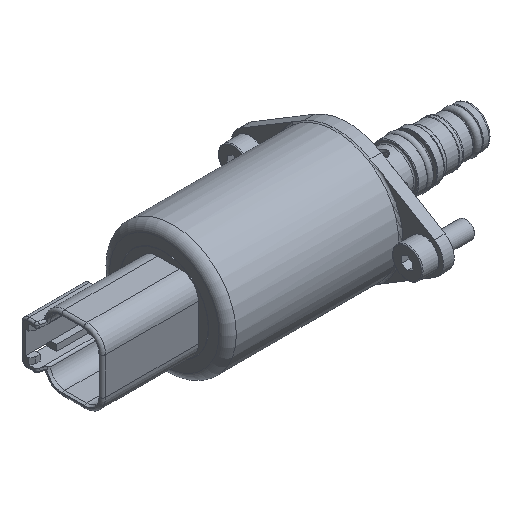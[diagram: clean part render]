
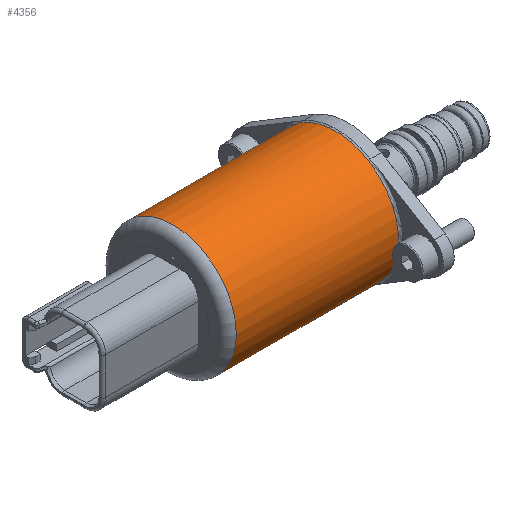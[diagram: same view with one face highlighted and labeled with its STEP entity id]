
A CAD part, isometric view. The second image highlights one B-rep face of the part: STEP entity #4356.
In plain terms, the highlighted cylindrical face has radius 14.65 mm (diameter 29.3 mm), a full revolution.
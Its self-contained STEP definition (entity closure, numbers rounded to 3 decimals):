
#675=CIRCLE('',#4645,14.65);
#676=CIRCLE('',#4647,14.65);
#979=ORIENTED_EDGE('',*,*,#1909,.F.);
#980=ORIENTED_EDGE('',*,*,#1908,.F.);
#1908=EDGE_CURVE('',#2389,#2389,#675,.T.);
#1909=EDGE_CURVE('',#2390,#2390,#676,.T.);
#2389=VERTEX_POINT('',#6508);
#2390=VERTEX_POINT('',#6511);
#2807=EDGE_LOOP('',(#979));
#2808=EDGE_LOOP('',(#980));
#3181=FACE_BOUND('',#2807,.T.);
#3182=FACE_BOUND('',#2808,.T.);
#3508=CYLINDRICAL_SURFACE('',#4646,14.65);
#4356=ADVANCED_FACE('',(#3181,#3182),#3508,.T.);
#4645=AXIS2_PLACEMENT_3D('',#6507,#5199,#5200);
#4646=AXIS2_PLACEMENT_3D('',#6509,#5201,#5202);
#4647=AXIS2_PLACEMENT_3D('',#6510,#5203,#5204);
#5199=DIRECTION('',(1.,0.,0.));
#5200=DIRECTION('',(0.,1.,0.));
#5201=DIRECTION('',(1.,0.,0.));
#5202=DIRECTION('',(0.,-1.,0.));
#5203=DIRECTION('',(-1.,0.,0.));
#5204=DIRECTION('',(0.,1.,0.));
#6507=CARTESIAN_POINT('',(9.9,0.,0.));
#6508=CARTESIAN_POINT('',(9.9,14.65,0.));
#6509=CARTESIAN_POINT('',(-31.725,0.,0.));
#6510=CARTESIAN_POINT('',(-27.6,0.,0.));
#6511=CARTESIAN_POINT('',(-27.6,14.65,0.));
